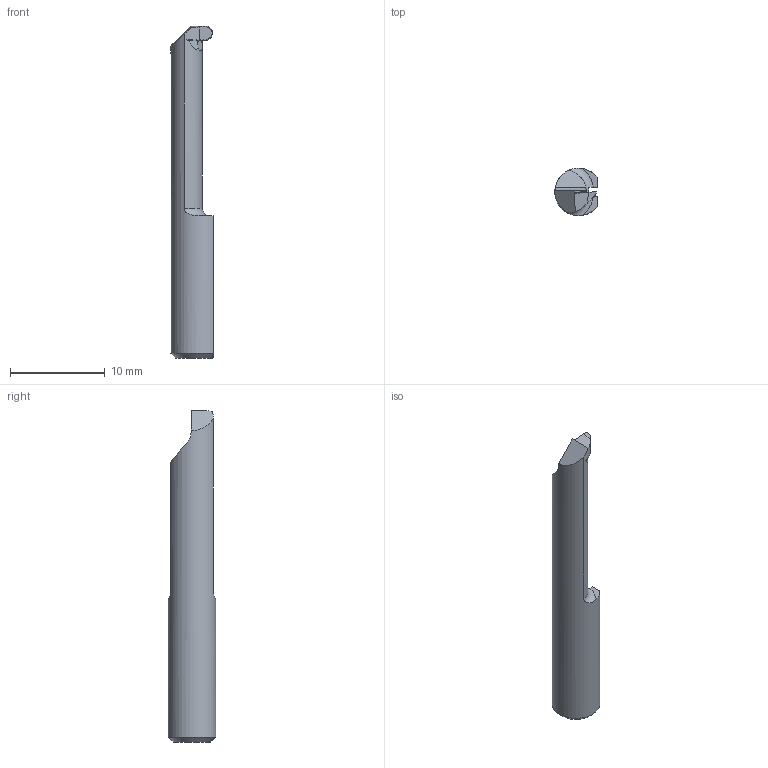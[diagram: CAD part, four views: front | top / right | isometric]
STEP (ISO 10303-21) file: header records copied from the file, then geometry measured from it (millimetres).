
FILE_DESCRIPTION (( 'STEP AP203' ), '1' );
FILE_NAME ('R005-0.75-20.step', '2024-02-05T05:36:10', ( '' ), ( '' ), 'SwSTEP 2.0', 'SolidWorks 2022', '' );
FILE_SCHEMA (( 'CONFIG_CONTROL_DESIGN' ));
Length unit declared in the file: millimetre
Products named in the file (1): R005-0.75-20
Bounding box: 4.45 x 5 x 35 mm (x, y, z)
Volume: 458.9 mm3; surface area: 511.2 mm2
Topology: 1 solids, 1 shells, 37 faces, 102 edges, 67 vertices
Faces by surface type: plane 23, cylinder 8, bspline 4, cone 1, torus 1
Entity records: 1442 total; most frequent: CARTESIAN_POINT 535, ORIENTED_EDGE 204, DIRECTION 132, EDGE_CURVE 102, VERTEX_POINT 67, LINE 46, VECTOR 46, AXIS2_PLACEMENT_3D 43
